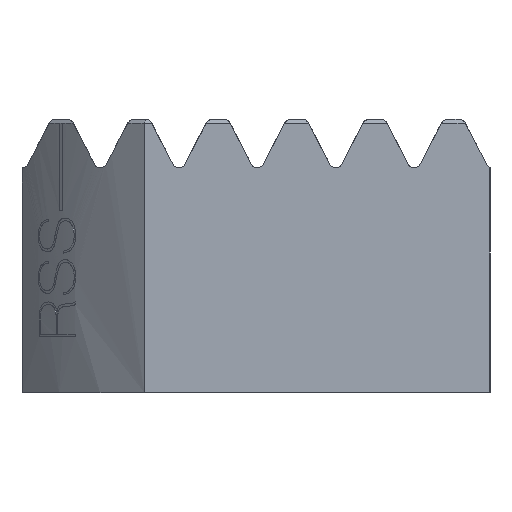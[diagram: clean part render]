
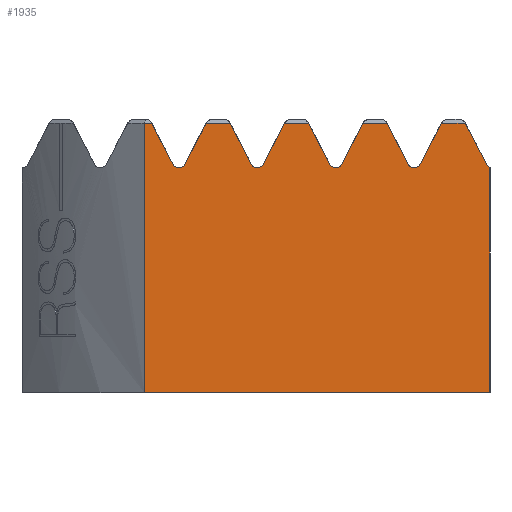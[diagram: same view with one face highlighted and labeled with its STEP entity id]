
A CAD part, left-side view. The second image highlights one B-rep face of the part: STEP entity #1935.
In plain terms, the highlighted planar face has unit normal (-1, 0, 0).
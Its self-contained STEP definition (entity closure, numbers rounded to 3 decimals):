
#1009=EDGE_CURVE('NONE',#2333,#1551,#2976,.F.);
#1087=VERTEX_POINT('NONE',#3062);
#1171=VERTEX_POINT('NONE',#3155);
#1185=VERTEX_POINT('NONE',#3169);
#1189=EDGE_CURVE('NONE',#1493,#1241,#3173,.T.);
#1241=VERTEX_POINT('NONE',#3230);
#1319=EDGE_CURVE('NONE',#1171,#2233,#3315,.T.);
#1345=VERTEX_POINT('NONE',#3344);
#1377=EDGE_CURVE('NONE',#2227,#1737,#3377,.F.);
#1393=VERTEX_POINT('NONE',#3395);
#1437=EDGE_CURVE('NONE',#2351,#1681,#3444,.F.);
#1493=VERTEX_POINT('NONE',#3503);
#1499=EDGE_CURVE('NONE',#2333,#1537,#3510,.T.);
#1537=VERTEX_POINT('NONE',#3550);
#1551=VERTEX_POINT('NONE',#3564);
#1637=EDGE_CURVE('NONE',#1345,#1537,#3655,.T.);
#1641=EDGE_CURVE('NONE',#2341,#2889,#3659,.T.);
#1681=VERTEX_POINT('NONE',#3705);
#1693=VERTEX_POINT('NONE',#3719);
#1737=VERTEX_POINT('NONE',#3767);
#1857=VERTEX_POINT('NONE',#3898);
#1915=EDGE_CURVE('NONE',#1737,#1345,#3960,.T.);
#1935=ADVANCED_FACE('NONE',(#3984),#3985,.T.);
#2007=VERTEX_POINT('NONE',#4060);
#2103=EDGE_CURVE('NONE',#1241,#2227,#4168,.T.);
#2225=EDGE_CURVE('NONE',#2007,#2557,#4302,.F.);
#2227=VERTEX_POINT('NONE',#4304);
#2233=VERTEX_POINT('NONE',#4310);
#2237=EDGE_CURVE('NONE',#2823,#2351,#4314,.T.);
#2329=EDGE_CURVE('NONE',#2557,#2341,#4413,.T.);
#2333=VERTEX_POINT('NONE',#4417);
#2341=VERTEX_POINT('NONE',#4425);
#2351=VERTEX_POINT('NONE',#4436);
#2385=EDGE_CURVE('NONE',#1087,#1393,#4472,.F.);
#2523=EDGE_CURVE('NONE',#1551,#2007,#4622,.F.);
#2539=EDGE_CURVE('NONE',#2889,#1087,#4638,.T.);
#2545=EDGE_CURVE('NONE',#1681,#1493,#4644,.T.);
#2557=VERTEX_POINT('NONE',#4657);
#2625=EDGE_CURVE('NONE',#1185,#2823,#4729,.T.);
#2637=EDGE_CURVE('NONE',#1693,#1185,#4743,.T.);
#2729=EDGE_CURVE('NONE',#2233,#1693,#4846,.F.);
#2823=VERTEX_POINT('NONE',#4949);
#2863=EDGE_CURVE('NONE',#1393,#1857,#4994,.T.);
#2889=VERTEX_POINT('NONE',#5023);
#2903=EDGE_CURVE('NONE',#1857,#1171,#5038,.T.);
#2976=LINE('',#5123,#5124);
#3062=CARTESIAN_POINT('',(-37.5,5.556,-3.646));
#3155=CARTESIAN_POINT('',(-37.5,9.919,-0.5));
#3169=CARTESIAN_POINT('',(-37.5,14.081,-0.5));
#3173=LINE('',#5726,#5727);
#3230=CARTESIAN_POINT('',(-37.5,21.919,-0.5));
#3315=LINE('',#6290,#6291);
#3344=CARTESIAN_POINT('',(-37.5,26.081,-0.5));
#3377=CIRCLE('',#6478,0.5);
#3395=CARTESIAN_POINT('',(-37.5,6.444,-3.646));
#3444=CIRCLE('',#6712,0.5);
#3503=CARTESIAN_POINT('',(-37.5,20.081,-0.5));
#3510=LINE('',#6943,#6944);
#3550=CARTESIAN_POINT('',(-37.5,26.641,-0.5));
#3564=CARTESIAN_POINT('',(-37.5,0.2,-21.1));
#3655=LINE('',#7275,#7276);
#3659=LINE('',#7281,#7282);
#3705=CARTESIAN_POINT('',(-37.5,18.444,-3.646));
#3719=CARTESIAN_POINT('',(-37.5,12.444,-3.646));
#3767=CARTESIAN_POINT('',(-37.5,24.444,-3.646));
#3898=CARTESIAN_POINT('',(-37.5,8.081,-0.5));
#3960=LINE('',#8470,#8471);
#3984=FACE_OUTER_BOUND('',#8566,.T.);
#3985=PLANE('',#8567);
#4060=CARTESIAN_POINT('',(-37.5,0.2,-3.89));
#4168=LINE('',#9223,#9224);
#4302=CIRCLE('',#9608,0.5);
#4304=CARTESIAN_POINT('',(-37.5,23.556,-3.646));
#4310=CARTESIAN_POINT('',(-37.5,11.556,-3.646));
#4314=LINE('',#9622,#9623);
#4413=LINE('',#9868,#9869);
#4417=CARTESIAN_POINT('',(-37.5,26.641,-21.1));
#4425=CARTESIAN_POINT('',(-37.5,2.09,-0.5));
#4436=CARTESIAN_POINT('',(-37.5,17.556,-3.646));
#4472=CIRCLE('',#10046,0.5);
#4622=LINE('',#10486,#10487);
#4638=LINE('',#10525,#10526);
#4644=LINE('',#10536,#10537);
#4657=CARTESIAN_POINT('',(-37.5,0.444,-3.663));
#4729=LINE('',#10686,#10687);
#4743=LINE('',#10716,#10717);
#4846=CIRCLE('',#11192,0.5);
#4949=CARTESIAN_POINT('',(-37.5,15.919,-0.5));
#4994=LINE('',#11754,#11755);
#5023=CARTESIAN_POINT('',(-37.5,3.919,-0.5));
#5038=LINE('',#11942,#11943);
#5123=CARTESIAN_POINT('',(-37.5,40.6,-21.1));
#5124=VECTOR('',#12175,1.0);
#5726=CARTESIAN_POINT('',(-37.5,36.0,-0.5));
#5727=VECTOR('',#12382,1.0);
#6290=CARTESIAN_POINT('',(-37.5,12.736,-5.912));
#6291=VECTOR('',#12512,1.0);
#6478=AXIS2_PLACEMENT_3D('',#12568,#12569,#12570);
#6712=AXIS2_PLACEMENT_3D('',#12647,#12648,#12649);
#6943=CARTESIAN_POINT('',(-37.5,26.641,-20.687));
#6944=VECTOR('',#12695,1.0);
#7275=CARTESIAN_POINT('',(-37.5,36.0,-0.5));
#7276=VECTOR('',#12815,1.0);
#7281=CARTESIAN_POINT('',(-37.5,36.0,-0.5));
#7282=VECTOR('',#12816,1.0);
#8470=CARTESIAN_POINT('',(-37.5,27.929,3.049));
#8471=VECTOR('',#13115,1.0);
#8566=EDGE_LOOP('',(#13162,#13163,#13164,#13165,#13166,#13167,#13168,#13169,#13170,#13171,#13172,#13173,#13174,#13175,#13176,#13177,#13178,#13179,#13180,#13181,#13182,#13183));
#8567=AXIS2_PLACEMENT_3D('',#13184,#13185,#13186);
#9223=CARTESIAN_POINT('',(-37.5,23.457,-3.455));
#9224=VECTOR('',#13358,1.0);
#9608=AXIS2_PLACEMENT_3D('',#13519,#13520,#13521);
#9622=CARTESIAN_POINT('',(-37.5,18.097,-4.684));
#9623=VECTOR('',#13525,1.0);
#9868=CARTESIAN_POINT('',(-37.5,6.495,7.962));
#9869=VECTOR('',#13596,1.0);
#10046=AXIS2_PLACEMENT_3D('',#13632,#13633,#13634);
#10486=CARTESIAN_POINT('',(-37.5,0.2,1.659));
#10487=VECTOR('',#13795,1.0);
#10525=CARTESIAN_POINT('',(-37.5,7.376,-7.141));
#10526=VECTOR('',#13801,1.0);
#10536=CARTESIAN_POINT('',(-37.5,22.568,4.277));
#10537=VECTOR('',#13806,1.0);
#10686=CARTESIAN_POINT('',(-37.5,36.0,-0.5));
#10687=VECTOR('',#13879,1.0);
#10716=CARTESIAN_POINT('',(-37.5,17.208,5.506));
#10717=VECTOR('',#13897,1.0);
#11192=AXIS2_PLACEMENT_3D('',#13992,#13993,#13994);
#11754=CARTESIAN_POINT('',(-37.5,11.847,6.735));
#11755=VECTOR('',#14138,1.0);
#11942=CARTESIAN_POINT('',(-37.5,36.0,-0.5));
#11943=VECTOR('',#14174,1.0);
#12175=DIRECTION('',(0.0,1.0,0.0));
#12382=DIRECTION('',(0.0,1.0,0.0));
#12512=DIRECTION('',(0.0,0.462,-0.887));
#12568=CARTESIAN_POINT('',(-37.5,24.0,-3.415));
#12569=DIRECTION('',(-1.0,0.0,0.0));
#12570=DIRECTION('',(0.0,1.0,0.0));
#12647=CARTESIAN_POINT('',(-37.5,18.0,-3.415));
#12648=DIRECTION('',(-1.0,0.0,0.0));
#12649=DIRECTION('',(0.0,1.0,0.0));
#12695=DIRECTION('',(0.,0.0,1.0));
#12815=DIRECTION('',(0.0,1.0,0.0));
#12816=DIRECTION('',(0.0,1.0,0.0));
#13115=DIRECTION('',(0.0,0.462,0.887));
#13162=ORIENTED_EDGE('',*,*,#2903,.T.);
#13163=ORIENTED_EDGE('',*,*,#1319,.T.);
#13164=ORIENTED_EDGE('',*,*,#2729,.T.);
#13165=ORIENTED_EDGE('',*,*,#2637,.T.);
#13166=ORIENTED_EDGE('',*,*,#2625,.T.);
#13167=ORIENTED_EDGE('',*,*,#2237,.T.);
#13168=ORIENTED_EDGE('',*,*,#1437,.T.);
#13169=ORIENTED_EDGE('',*,*,#2545,.T.);
#13170=ORIENTED_EDGE('',*,*,#1189,.T.);
#13171=ORIENTED_EDGE('',*,*,#2103,.T.);
#13172=ORIENTED_EDGE('',*,*,#1377,.T.);
#13173=ORIENTED_EDGE('',*,*,#1915,.T.);
#13174=ORIENTED_EDGE('',*,*,#1637,.T.);
#13175=ORIENTED_EDGE('',*,*,#1499,.F.);
#13176=ORIENTED_EDGE('',*,*,#1009,.T.);
#13177=ORIENTED_EDGE('',*,*,#2523,.T.);
#13178=ORIENTED_EDGE('',*,*,#2225,.T.);
#13179=ORIENTED_EDGE('',*,*,#2329,.T.);
#13180=ORIENTED_EDGE('',*,*,#1641,.T.);
#13181=ORIENTED_EDGE('',*,*,#2539,.T.);
#13182=ORIENTED_EDGE('',*,*,#2385,.T.);
#13183=ORIENTED_EDGE('',*,*,#2863,.T.);
#13184=CARTESIAN_POINT('',(-37.5,36.0,3.318));
#13185=DIRECTION('',(-1.0,0.0,0.0));
#13186=DIRECTION('',(0.0,1.0,0.0));
#13358=DIRECTION('',(0.0,0.462,-0.887));
#13519=CARTESIAN_POINT('',(-37.5,0.,-3.432));
#13520=DIRECTION('',(-1.0,0.0,0.0));
#13521=DIRECTION('',(0.0,1.0,0.0));
#13525=DIRECTION('',(0.0,0.462,-0.887));
#13596=DIRECTION('',(0.0,0.462,0.887));
#13632=CARTESIAN_POINT('',(-37.5,6.0,-3.415));
#13633=DIRECTION('',(-1.0,0.0,0.0));
#13634=DIRECTION('',(0.0,1.0,0.0));
#13795=DIRECTION('',(0.0,0.0,-1.0));
#13801=DIRECTION('',(0.0,0.462,-0.887));
#13806=DIRECTION('',(0.0,0.462,0.887));
#13879=DIRECTION('',(0.0,1.0,0.0));
#13897=DIRECTION('',(0.0,0.462,0.887));
#13992=CARTESIAN_POINT('',(-37.5,12.0,-3.415));
#13993=DIRECTION('',(-1.0,0.0,0.0));
#13994=DIRECTION('',(0.0,1.0,0.0));
#14138=DIRECTION('',(0.0,0.462,0.887));
#14174=DIRECTION('',(0.0,1.0,0.0));
